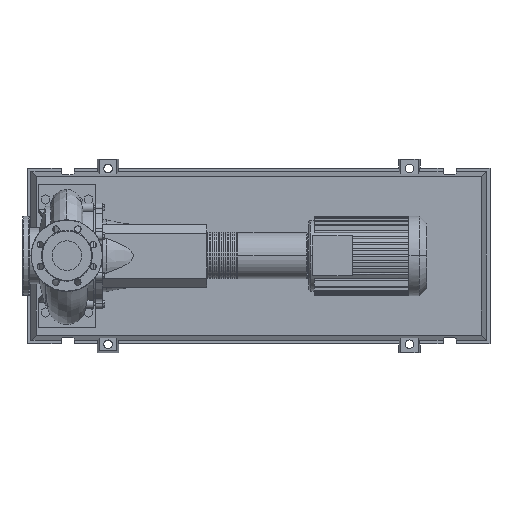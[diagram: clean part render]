
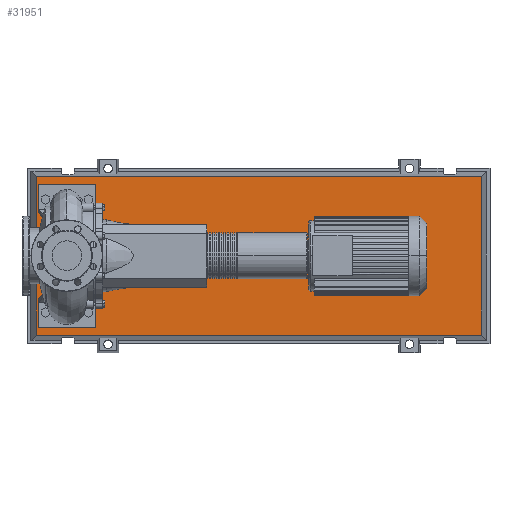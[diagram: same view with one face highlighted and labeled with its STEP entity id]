
A CAD part, top view. The second image highlights one B-rep face of the part: STEP entity #31951.
In plain terms, the highlighted planar face has unit normal (0, 0, 1).
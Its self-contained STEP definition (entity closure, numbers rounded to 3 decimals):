
#31632=CARTESIAN_POINT('',(1155.471,-220.471,103.0));
#31633=VERTEX_POINT('',#31632);
#31640=CARTESIAN_POINT('',(-85.471,-220.471,103.0));
#31641=VERTEX_POINT('',#31640);
#31642=CARTESIAN_POINT('',(1155.471,-220.471,103.0));
#31643=DIRECTION('',(-1.0,0.0,0.0));
#31644=VECTOR('',#31643,1240.941);
#31645=LINE('',#31642,#31644);
#31646=EDGE_CURVE('',#31633,#31641,#31645,.T.);
#31864=CARTESIAN_POINT('',(1155.471,220.471,103.0));
#31865=VERTEX_POINT('',#31864);
#31866=CARTESIAN_POINT('',(1155.471,220.471,103.0));
#31867=DIRECTION('',(0.0,-1.0,0.0));
#31868=VECTOR('',#31867,440.941);
#31869=LINE('',#31866,#31868);
#31870=EDGE_CURVE('',#31865,#31633,#31869,.T.);
#31888=CARTESIAN_POINT('',(-85.471,220.471,103.0));
#31889=VERTEX_POINT('',#31888);
#31890=CARTESIAN_POINT('',(-85.471,-220.471,103.0));
#31891=DIRECTION('',(0.0,1.0,0.0));
#31892=VECTOR('',#31891,440.941);
#31893=LINE('',#31890,#31892);
#31894=EDGE_CURVE('',#31641,#31889,#31893,.T.);
#31927=CARTESIAN_POINT('',(-85.471,220.471,103.0));
#31928=DIRECTION('',(1.0,0.0,0.0));
#31929=VECTOR('',#31928,1240.941);
#31930=LINE('',#31927,#31929);
#31931=EDGE_CURVE('',#31889,#31865,#31930,.T.);
#31940=CARTESIAN_POINT('',(535.,0.,103.0));
#31941=DIRECTION('',(0.0,0.0,1.0));
#31942=DIRECTION('',(1.0,0.0,0.0));
#31943=AXIS2_PLACEMENT_3D('',#31940,#31941,#31942);
#31944=PLANE('',#31943);
#31945=ORIENTED_EDGE('',*,*,#31870,.F.);
#31946=ORIENTED_EDGE('',*,*,#31931,.F.);
#31947=ORIENTED_EDGE('',*,*,#31894,.F.);
#31948=ORIENTED_EDGE('',*,*,#31646,.F.);
#31949=EDGE_LOOP('',(#31945,#31946,#31947,#31948));
#31950=FACE_OUTER_BOUND('',#31949,.T.);
#31951=ADVANCED_FACE('',(#31950),#31944,.T.);
